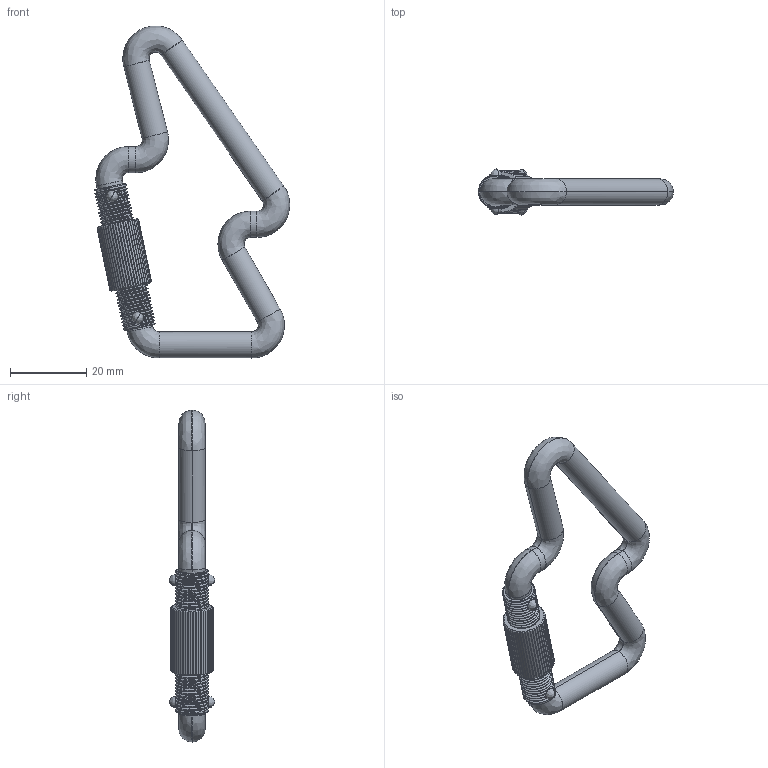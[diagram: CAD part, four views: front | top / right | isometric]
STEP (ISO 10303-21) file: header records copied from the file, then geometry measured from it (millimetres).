
FILE_DESCRIPTION(('FreeCAD Model'),'2;1');
FILE_NAME('Open CASCADE Shape Model','2025-04-25T15:35:09',('FreeCAD'),( 'FreeCAD'),'Open CASCADE STEP processor 7.6','FreeCAD','Unknown');
FILE_SCHEMA(('AUTOMOTIVE_DESIGN { 1 0 10303 214 1 1 1 1 }'));
Products named in the file (1): Open CASCADE STEP translator 7.6 1
Bounding box: 51.37 x 12.04 x 87.29 mm (x, y, z)
Surface area: 8255.1 mm2 (no closed solid volume)
Topology: 0 solids, 506 shells, 506 faces, 5454 edges, 5446 vertices
Faces by surface type: bspline 506
Entity records: 65034 total; most frequent: CARTESIAN_POINT 41357, ORIENTED_EDGE 5446, EDGE_CURVE 5446, VERTEX_POINT 5446, B_SPLINE_CURVE_WITH_KNOTS 4618, FACE_BOUND 524, EDGE_LOOP 524, SHELL_BASED_SURFACE_MODEL 506
